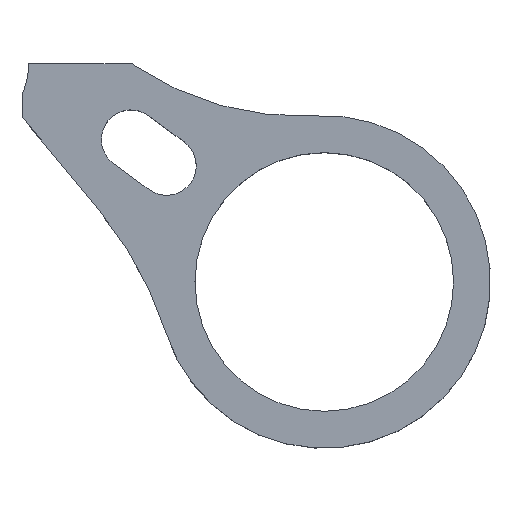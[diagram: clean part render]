
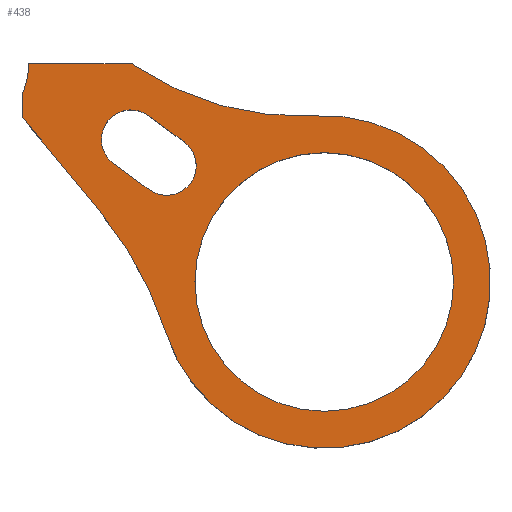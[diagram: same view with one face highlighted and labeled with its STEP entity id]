
A CAD part, top view. The second image highlights one B-rep face of the part: STEP entity #438.
In plain terms, the highlighted planar face has unit normal (0, 0, 1).
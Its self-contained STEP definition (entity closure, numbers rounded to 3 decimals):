
#6 = CIRCLE ( 'NONE', #231, 4. ) ;
#14 = CARTESIAN_POINT ( 'NONE',  ( 0., 0., 12. ) ) ;
#18 = DIRECTION ( 'NONE',  ( 0., 0., 1. ) ) ;
#19 = CARTESIAN_POINT ( 'NONE',  ( -30.164, 19.28, 12. ) ) ;
#25 = EDGE_LOOP ( 'NONE', ( #43, #198 ) ) ;
#33 = PLANE ( 'NONE',  #492 ) ;
#36 = LINE ( 'NONE', #534, #84 ) ;
#40 = EDGE_CURVE ( 'NONE', #422, #391, #6, .T. ) ;
#43 = ORIENTED_EDGE ( 'NONE', *, *, #355, .F. ) ;
#44 = ORIENTED_EDGE ( 'NONE', *, *, #124, .T. ) ;
#49 = DIRECTION ( 'NONE',  ( 0., 0., 1. ) ) ;
#50 = CARTESIAN_POINT ( 'NONE',  ( -23.706, 12.5, 12. ) ) ;
#52 = CARTESIAN_POINT ( 'NONE',  ( 0., 0., 12. ) ) ;
#57 = CARTESIAN_POINT ( 'NONE',  ( -3.267, 62.415, 12. ) ) ;
#58 = CARTESIAN_POINT ( 'NONE',  ( 0., 0., 12. ) ) ;
#61 = DIRECTION ( 'NONE',  ( 0., 0., 1. ) ) ;
#65 = EDGE_CURVE ( 'NONE', #410, #310, #537, .T. ) ;
#66 = VERTEX_POINT ( 'NONE', #187 ) ;
#67 = CARTESIAN_POINT ( 'NONE',  ( -21.425, -6.871, 12. ) ) ;
#70 = ORIENTED_EDGE ( 'NONE', *, *, #564, .T. ) ;
#73 = CARTESIAN_POINT ( 'NONE',  ( -25.69, 29.29, 12. ) ) ;
#82 = AXIS2_PLACEMENT_3D ( 'NONE', #325, #181, #499 ) ;
#83 = DIRECTION ( 'NONE',  ( -1., 0., 0. ) ) ;
#84 = VECTOR ( 'NONE', #306, 1000. ) ;
#86 = CIRCLE ( 'NONE', #165, 17.5 ) ;
#100 = EDGE_CURVE ( 'NONE', #545, #300, #570, .T. ) ;
#101 = DIRECTION ( 'NONE',  ( -0.805, 0.593, 0. ) ) ;
#106 = DIRECTION ( 'NONE',  ( 1., 0., 0. ) ) ;
#108 = DIRECTION ( 'NONE',  ( 0., -1., 0. ) ) ;
#110 = AXIS2_PLACEMENT_3D ( 'NONE', #58, #200, #327 ) ;
#111 = VECTOR ( 'NONE', #274, 1000. ) ;
#124 = EDGE_CURVE ( 'NONE', #527, #451, #540, .T. ) ;
#125 = VECTOR ( 'NONE', #101, 1000. ) ;
#129 = ORIENTED_EDGE ( 'NONE', *, *, #40, .F. ) ;
#156 = LINE ( 'NONE', #189, #162 ) ;
#158 = CIRCLE ( 'NONE', #337, 40. ) ;
#162 = VECTOR ( 'NONE', #108, 1000. ) ;
#163 = EDGE_CURVE ( 'NONE', #384, #66, #271, .T. ) ;
#165 = AXIS2_PLACEMENT_3D ( 'NONE', #14, #18, #326 ) ;
#166 = ORIENTED_EDGE ( 'NONE', *, *, #100, .T. ) ;
#172 = CARTESIAN_POINT ( 'NONE',  ( -26., 29.5, 12. ) ) ;
#173 = VECTOR ( 'NONE', #552, 1000. ) ;
#174 = VERTEX_POINT ( 'NONE', #459 ) ;
#181 = DIRECTION ( 'NONE',  ( 0., 0., 1. ) ) ;
#187 = CARTESIAN_POINT ( 'NONE',  ( -30.435, 9.638, 12. ) ) ;
#189 = CARTESIAN_POINT ( 'NONE',  ( -40.901, 25.351, 12. ) ) ;
#198 = ORIENTED_EDGE ( 'NONE', *, *, #226, .F. ) ;
#200 = DIRECTION ( 'NONE',  ( 0., 0., 1. ) ) ;
#218 = ORIENTED_EDGE ( 'NONE', *, *, #65, .F. ) ;
#221 = ORIENTED_EDGE ( 'NONE', *, *, #163, .T. ) ;
#226 = EDGE_CURVE ( 'NONE', #531, #174, #86, .T. ) ;
#230 = CARTESIAN_POINT ( 'NONE',  ( -69.036, -22.141, 12. ) ) ;
#231 = AXIS2_PLACEMENT_3D ( 'NONE', #516, #61, #106 ) ;
#234 = DIRECTION ( 'NONE',  ( 1., 0., 0. ) ) ;
#256 = VERTEX_POINT ( 'NONE', #67 ) ;
#259 = AXIS2_PLACEMENT_3D ( 'NONE', #230, #367, #554 ) ;
#261 = EDGE_CURVE ( 'NONE', #256, #585, #472, .T. ) ;
#266 = EDGE_CURVE ( 'NONE', #66, #256, #514, .T. ) ;
#269 = VERTEX_POINT ( 'NONE', #426 ) ;
#271 = LINE ( 'NONE', #370, #111 ) ;
#274 = DIRECTION ( 'NONE',  ( 0.636, -0.772, 0. ) ) ;
#275 = AXIS2_PLACEMENT_3D ( 'NONE', #336, #520, #369 ) ;
#279 = CARTESIAN_POINT ( 'NONE',  ( -26., 29.5, 12. ) ) ;
#292 = CARTESIAN_POINT ( 'NONE',  ( -40., 29.5, 12. ) ) ;
#300 = VERTEX_POINT ( 'NONE', #465 ) ;
#302 = EDGE_LOOP ( 'NONE', ( #129, #440, #218, #478, #405 ) ) ;
#303 = EDGE_CURVE ( 'NONE', #585, #527, #158, .T. ) ;
#306 = DIRECTION ( 'NONE',  ( 0.805, -0.593, 0. ) ) ;
#307 = CARTESIAN_POINT ( 'NONE',  ( 17.5, 0., 12. ) ) ;
#310 = VERTEX_POINT ( 'NONE', #331 ) ;
#311 = CIRCLE ( 'NONE', #110, 17.5 ) ;
#323 = CARTESIAN_POINT ( 'NONE',  ( -40.901, 22.351, 12. ) ) ;
#325 = CARTESIAN_POINT ( 'NONE',  ( -21.333, 15.72, 12. ) ) ;
#326 = DIRECTION ( 'NONE',  ( 1., 0., 0. ) ) ;
#327 = DIRECTION ( 'NONE',  ( 1., 0., 0. ) ) ;
#328 = CARTESIAN_POINT ( 'NONE',  ( -40., 29.5, 12. ) ) ;
#331 = CARTESIAN_POINT ( 'NONE',  ( -18.961, 18.941, 12. ) ) ;
#336 = CARTESIAN_POINT ( 'NONE',  ( -26.164, 19.28, 12. ) ) ;
#337 = AXIS2_PLACEMENT_3D ( 'NONE', #57, #558, #234 ) ;
#340 = VECTOR ( 'NONE', #556, 1000. ) ;
#351 = DIRECTION ( 'NONE',  ( 0., 0., -1. ) ) ;
#355 = EDGE_CURVE ( 'NONE', #174, #531, #311, .T. ) ;
#358 = ORIENTED_EDGE ( 'NONE', *, *, #261, .T. ) ;
#367 = DIRECTION ( 'NONE',  ( 0., 0., -1. ) ) ;
#369 = DIRECTION ( 'NONE',  ( 1., 0., 0. ) ) ;
#370 = CARTESIAN_POINT ( 'NONE',  ( -30.435, 9.638, 12. ) ) ;
#377 = ORIENTED_EDGE ( 'NONE', *, *, #432, .T. ) ;
#384 = VERTEX_POINT ( 'NONE', #323 ) ;
#391 = VERTEX_POINT ( 'NONE', #19 ) ;
#396 = CARTESIAN_POINT ( 'NONE',  ( -69.036, -22.141, 12. ) ) ;
#405 = ORIENTED_EDGE ( 'NONE', *, *, #544, .F. ) ;
#410 = VERTEX_POINT ( 'NONE', #50 ) ;
#414 = CARTESIAN_POINT ( 'NONE',  ( -50., 29.5, 12. ) ) ;
#419 = CARTESIAN_POINT ( 'NONE',  ( -23.791, 22.5, 12. ) ) ;
#422 = VERTEX_POINT ( 'NONE', #504 ) ;
#426 = CARTESIAN_POINT ( 'NONE',  ( -28.537, 16.06, 12. ) ) ;
#428 = LINE ( 'NONE', #419, #125 ) ;
#432 = EDGE_CURVE ( 'NONE', #300, #384, #156, .T. ) ;
#435 = ORIENTED_EDGE ( 'NONE', *, *, #266, .T. ) ;
#438 = ADVANCED_FACE ( 'NONE', ( #576, #444, #578 ), #33, .F. ) ;
#440 = ORIENTED_EDGE ( 'NONE', *, *, #569, .F. ) ;
#444 = FACE_OUTER_BOUND ( 'NONE', #497, .T. ) ;
#451 = VERTEX_POINT ( 'NONE', #172 ) ;
#459 = CARTESIAN_POINT ( 'NONE',  ( -17.5, 0., 12. ) ) ;
#463 = CARTESIAN_POINT ( 'NONE',  ( -1.176, 22.469, 12. ) ) ;
#465 = CARTESIAN_POINT ( 'NONE',  ( -40.901, 25.351, 12. ) ) ;
#472 = CIRCLE ( 'NONE', #543, 22.5 ) ;
#476 = EDGE_CURVE ( 'NONE', #269, #410, #36, .T. ) ;
#478 = ORIENTED_EDGE ( 'NONE', *, *, #476, .F. ) ;
#479 = CIRCLE ( 'NONE', #275, 4. ) ;
#492 = AXIS2_PLACEMENT_3D ( 'NONE', #396, #351, #83 ) ;
#497 = EDGE_LOOP ( 'NONE', ( #435, #358, #566, #44, #70, #166, #377, #221 ) ) ;
#499 = DIRECTION ( 'NONE',  ( 1., 0., 0. ) ) ;
#504 = CARTESIAN_POINT ( 'NONE',  ( -23.791, 22.5, 12. ) ) ;
#506 = DIRECTION ( 'NONE',  ( 0., 0., -1. ) ) ;
#514 = CIRCLE ( 'NONE', #259, 50. ) ;
#515 = LINE ( 'NONE', #328, #173 ) ;
#516 = CARTESIAN_POINT ( 'NONE',  ( -26.164, 19.28, 12. ) ) ;
#517 = DIRECTION ( 'NONE',  ( 1., 0., 0. ) ) ;
#520 = DIRECTION ( 'NONE',  ( 0., 0., 1. ) ) ;
#524 = AXIS2_PLACEMENT_3D ( 'NONE', #414, #506, #546 ) ;
#527 = VERTEX_POINT ( 'NONE', #73 ) ;
#531 = VERTEX_POINT ( 'NONE', #307 ) ;
#534 = CARTESIAN_POINT ( 'NONE',  ( -28.537, 16.06, 12. ) ) ;
#537 = CIRCLE ( 'NONE', #82, 4. ) ;
#540 = LINE ( 'NONE', #279, #340 ) ;
#543 = AXIS2_PLACEMENT_3D ( 'NONE', #52, #49, #517 ) ;
#544 = EDGE_CURVE ( 'NONE', #391, #269, #479, .T. ) ;
#545 = VERTEX_POINT ( 'NONE', #292 ) ;
#546 = DIRECTION ( 'NONE',  ( 1., 0., 0. ) ) ;
#552 = DIRECTION ( 'NONE',  ( -1., 0., 0. ) ) ;
#554 = DIRECTION ( 'NONE',  ( -1., 0., 0. ) ) ;
#556 = DIRECTION ( 'NONE',  ( -0.828, 0.561, 0. ) ) ;
#558 = DIRECTION ( 'NONE',  ( 0., 0., -1. ) ) ;
#564 = EDGE_CURVE ( 'NONE', #451, #545, #515, .T. ) ;
#566 = ORIENTED_EDGE ( 'NONE', *, *, #303, .T. ) ;
#569 = EDGE_CURVE ( 'NONE', #310, #422, #428, .T. ) ;
#570 = CIRCLE ( 'NONE', #524, 10. ) ;
#576 = FACE_BOUND ( 'NONE', #25, .T. ) ;
#578 = FACE_BOUND ( 'NONE', #302, .T. ) ;
#585 = VERTEX_POINT ( 'NONE', #463 ) ;
